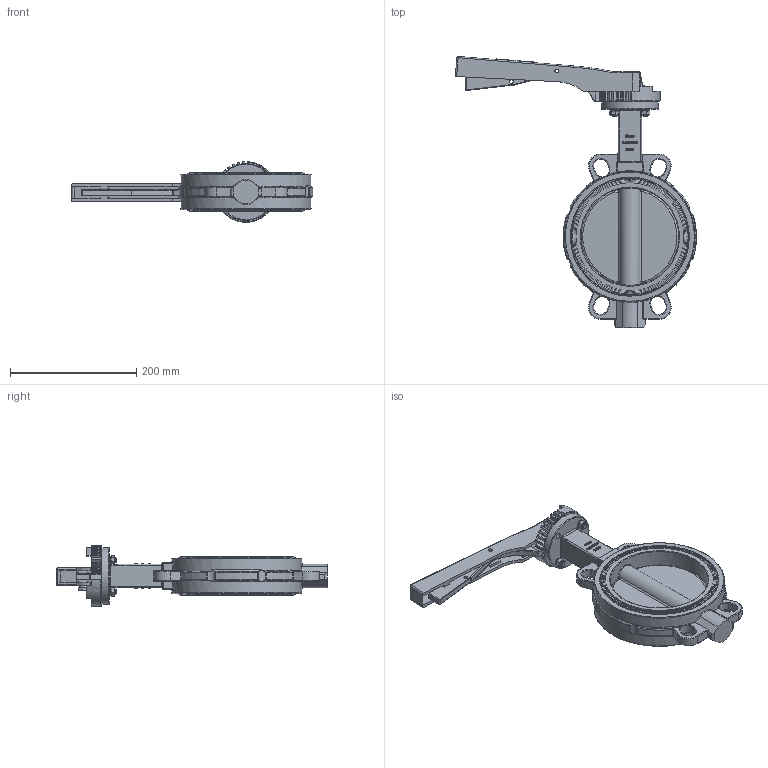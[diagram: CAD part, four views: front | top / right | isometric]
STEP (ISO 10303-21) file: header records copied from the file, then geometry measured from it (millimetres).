
FILE_DESCRIPTION(/* description */ ('1123150'),/* implementation_level */ '2;1');
FILE_NAME(/* name */ '1123150.stp',/* time_stamp */ '2016-04-15T13:07:39+02:00',/* author */ ('jmorand'),/* organization */ ('Sferaco'),/* preprocessor_version */ 'ST-DEVELOPER v16.1',/* originating_system */ 'Autodesk Inventor 2016',/* authorisation */ '');
FILE_SCHEMA (('AUTOMOTIVE_DESIGN { 1 0 10303 214 3 1 1 }'));
Products named in the file (1): 1123150_bd
Bounding box: 383.01 x 429.99 x 95.91 mm (x, y, z)
Volume: 1732613.4 mm3; surface area: 265051.6 mm2
Topology: 1 solids, 2 shells, 1909 faces, 5039 edges, 3158 vertices
Faces by surface type: plane 759, bspline 596, cylinder 321, torus 171, sphere 47, cone 15
Full cylindrical faces by diameter (mm): 5 x1, 6 x3, 6.647 x1, 8 x5, 9 x4, 13 x3, 13.5 x2, 20 x1, 33.5 x1, 90 x1, 155.4 x1, 187 x2, 207 x2
Entity records: 67377 total; most frequent: CARTESIAN_POINT 22865, ORIENTED_EDGE 9742, DIRECTION 7149, EDGE_CURVE 4871, VERTEX_POINT 3115, LINE 2539, VECTOR 2539, AXIS2_PLACEMENT_3D 2305
